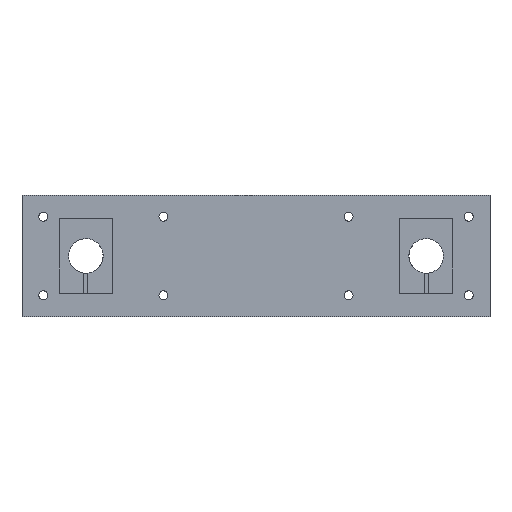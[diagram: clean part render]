
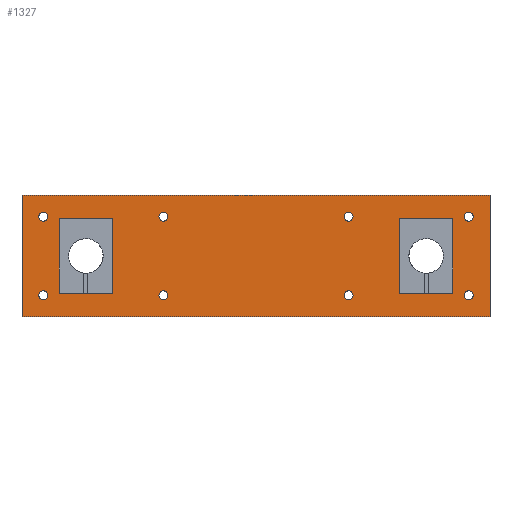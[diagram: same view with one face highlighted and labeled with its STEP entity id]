
A CAD part, top view. The second image highlights one B-rep face of the part: STEP entity #1327.
In plain terms, the highlighted planar face has unit normal (0, 0, 1).
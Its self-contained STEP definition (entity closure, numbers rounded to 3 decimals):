
#27=FACE_BOUND('',#232,.T.);
#28=FACE_BOUND('',#233,.T.);
#29=FACE_BOUND('',#234,.T.);
#30=FACE_BOUND('',#235,.T.);
#31=FACE_BOUND('',#236,.T.);
#32=FACE_BOUND('',#237,.T.);
#33=FACE_BOUND('',#238,.T.);
#34=FACE_BOUND('',#239,.T.);
#35=FACE_BOUND('',#240,.T.);
#36=FACE_BOUND('',#241,.T.);
#91=PLANE('',#1433);
#151=FACE_OUTER_BOUND('',#231,.T.);
#231=EDGE_LOOP('',(#1173,#1174,#1175,#1176));
#232=EDGE_LOOP('',(#1177));
#233=EDGE_LOOP('',(#1178));
#234=EDGE_LOOP('',(#1179,#1180,#1181,#1182));
#235=EDGE_LOOP('',(#1183));
#236=EDGE_LOOP('',(#1184));
#237=EDGE_LOOP('',(#1185));
#238=EDGE_LOOP('',(#1186,#1187,#1188,#1189));
#239=EDGE_LOOP('',(#1190));
#240=EDGE_LOOP('',(#1191));
#241=EDGE_LOOP('',(#1192));
#289=CIRCLE('',#1434,2.1);
#290=CIRCLE('',#1435,2.1);
#291=CIRCLE('',#1436,2.1);
#292=CIRCLE('',#1437,2.1);
#293=CIRCLE('',#1438,2.1);
#294=CIRCLE('',#1439,2.1);
#295=CIRCLE('',#1440,2.1);
#296=CIRCLE('',#1441,2.1);
#338=LINE('',#1914,#480);
#397=LINE('',#2060,#539);
#399=LINE('',#2064,#541);
#406=LINE('',#2080,#548);
#410=LINE('',#2088,#552);
#424=LINE('',#2115,#566);
#425=LINE('',#2117,#567);
#426=LINE('',#2119,#568);
#427=LINE('',#2123,#569);
#428=LINE('',#2125,#570);
#429=LINE('',#2127,#571);
#430=LINE('',#2128,#572);
#480=VECTOR('',#1540,10.);
#539=VECTOR('',#1679,10.);
#541=VECTOR('',#1683,10.);
#548=VECTOR('',#1698,10.);
#552=VECTOR('',#1706,10.);
#566=VECTOR('',#1736,10.);
#567=VECTOR('',#1739,10.);
#568=VECTOR('',#1742,10.);
#569=VECTOR('',#1745,10.);
#570=VECTOR('',#1746,10.);
#571=VECTOR('',#1747,10.);
#572=VECTOR('',#1748,10.);
#623=VERTEX_POINT('',#1911);
#624=VERTEX_POINT('',#1913);
#670=VERTEX_POINT('',#2057);
#671=VERTEX_POINT('',#2059);
#672=VERTEX_POINT('',#2063);
#677=VERTEX_POINT('',#2079);
#679=VERTEX_POINT('',#2087);
#684=VERTEX_POINT('',#2113);
#685=VERTEX_POINT('',#2121);
#686=VERTEX_POINT('',#2122);
#687=VERTEX_POINT('',#2124);
#688=VERTEX_POINT('',#2126);
#689=VERTEX_POINT('',#2129);
#690=VERTEX_POINT('',#2131);
#691=VERTEX_POINT('',#2133);
#692=VERTEX_POINT('',#2135);
#693=VERTEX_POINT('',#2137);
#694=VERTEX_POINT('',#2139);
#695=VERTEX_POINT('',#2141);
#696=VERTEX_POINT('',#2143);
#752=EDGE_CURVE('',#623,#624,#338,.T.);
#824=EDGE_CURVE('',#670,#671,#397,.T.);
#826=EDGE_CURVE('',#671,#672,#399,.T.);
#834=EDGE_CURVE('',#624,#677,#406,.T.);
#838=EDGE_CURVE('',#677,#679,#410,.T.);
#852=EDGE_CURVE('',#684,#670,#424,.T.);
#853=EDGE_CURVE('',#672,#684,#425,.T.);
#854=EDGE_CURVE('',#679,#623,#426,.T.);
#855=EDGE_CURVE('',#685,#686,#427,.T.);
#856=EDGE_CURVE('',#687,#685,#428,.T.);
#857=EDGE_CURVE('',#688,#687,#429,.T.);
#858=EDGE_CURVE('',#686,#688,#430,.T.);
#859=EDGE_CURVE('',#689,#689,#289,.T.);
#860=EDGE_CURVE('',#690,#690,#290,.T.);
#861=EDGE_CURVE('',#691,#691,#291,.T.);
#862=EDGE_CURVE('',#692,#692,#292,.T.);
#863=EDGE_CURVE('',#693,#693,#293,.T.);
#864=EDGE_CURVE('',#694,#694,#294,.T.);
#865=EDGE_CURVE('',#695,#695,#295,.T.);
#866=EDGE_CURVE('',#696,#696,#296,.T.);
#1173=ORIENTED_EDGE('',*,*,#855,.F.);
#1174=ORIENTED_EDGE('',*,*,#856,.F.);
#1175=ORIENTED_EDGE('',*,*,#857,.F.);
#1176=ORIENTED_EDGE('',*,*,#858,.F.);
#1177=ORIENTED_EDGE('',*,*,#859,.F.);
#1178=ORIENTED_EDGE('',*,*,#860,.F.);
#1179=ORIENTED_EDGE('',*,*,#838,.F.);
#1180=ORIENTED_EDGE('',*,*,#834,.F.);
#1181=ORIENTED_EDGE('',*,*,#752,.F.);
#1182=ORIENTED_EDGE('',*,*,#854,.F.);
#1183=ORIENTED_EDGE('',*,*,#861,.F.);
#1184=ORIENTED_EDGE('',*,*,#862,.F.);
#1185=ORIENTED_EDGE('',*,*,#863,.F.);
#1186=ORIENTED_EDGE('',*,*,#824,.F.);
#1187=ORIENTED_EDGE('',*,*,#852,.F.);
#1188=ORIENTED_EDGE('',*,*,#853,.F.);
#1189=ORIENTED_EDGE('',*,*,#826,.F.);
#1190=ORIENTED_EDGE('',*,*,#864,.F.);
#1191=ORIENTED_EDGE('',*,*,#865,.F.);
#1192=ORIENTED_EDGE('',*,*,#866,.F.);
#1327=ADVANCED_FACE('',(#151,#27,#28,#29,#30,#31,#32,#33,#34,#35,#36),#91,
 .T.);
#1433=AXIS2_PLACEMENT_3D('',#2120,#1743,#1744);
#1434=AXIS2_PLACEMENT_3D('',#2130,#1749,#1750);
#1435=AXIS2_PLACEMENT_3D('',#2132,#1751,#1752);
#1436=AXIS2_PLACEMENT_3D('',#2134,#1753,#1754);
#1437=AXIS2_PLACEMENT_3D('',#2136,#1755,#1756);
#1438=AXIS2_PLACEMENT_3D('',#2138,#1757,#1758);
#1439=AXIS2_PLACEMENT_3D('',#2140,#1759,#1760);
#1440=AXIS2_PLACEMENT_3D('',#2142,#1761,#1762);
#1441=AXIS2_PLACEMENT_3D('',#2144,#1763,#1764);
#1540=DIRECTION('',(0.,-1.,0.));
#1679=DIRECTION('',(1.,0.,0.));
#1683=DIRECTION('',(0.,1.,0.));
#1698=DIRECTION('',(1.,0.,0.));
#1706=DIRECTION('',(0.,1.,0.));
#1736=DIRECTION('',(0.,-1.,0.));
#1739=DIRECTION('',(-1.,0.,0.));
#1742=DIRECTION('',(-1.,0.,0.));
#1743=DIRECTION('center_axis',(0.,0.,1.));
#1744=DIRECTION('ref_axis',(-1.,0.,0.));
#1745=DIRECTION('',(0.,-1.,0.));
#1746=DIRECTION('',(1.,0.,0.));
#1747=DIRECTION('',(0.,1.,0.));
#1748=DIRECTION('',(-1.,0.,0.));
#1749=DIRECTION('center_axis',(0.,0.,1.));
#1750=DIRECTION('ref_axis',(-1.,0.,0.));
#1751=DIRECTION('center_axis',(0.,0.,1.));
#1752=DIRECTION('ref_axis',(-1.,0.,0.));
#1753=DIRECTION('center_axis',(0.,0.,1.));
#1754=DIRECTION('ref_axis',(-1.,0.,0.));
#1755=DIRECTION('center_axis',(0.,0.,1.));
#1756=DIRECTION('ref_axis',(-1.,0.,0.));
#1757=DIRECTION('center_axis',(0.,0.,1.));
#1758=DIRECTION('ref_axis',(-1.,0.,0.));
#1759=DIRECTION('center_axis',(0.,0.,1.));
#1760=DIRECTION('ref_axis',(-1.,0.,0.));
#1761=DIRECTION('center_axis',(0.,0.,1.));
#1762=DIRECTION('ref_axis',(-1.,0.,0.));
#1763=DIRECTION('center_axis',(0.,0.,1.));
#1764=DIRECTION('ref_axis',(-1.,0.,0.));
#1911=CARTESIAN_POINT('',(177.5,46.,5.));
#1913=CARTESIAN_POINT('',(177.5,11.,5.));
#1914=CARTESIAN_POINT('',(177.5,46.,5.));
#2057=CARTESIAN_POINT('',(17.5,11.,5.));
#2059=CARTESIAN_POINT('',(42.5,11.,5.));
#2060=CARTESIAN_POINT('',(42.5,11.,5.));
#2063=CARTESIAN_POINT('',(42.5,46.,5.));
#2064=CARTESIAN_POINT('',(42.5,46.,5.));
#2079=CARTESIAN_POINT('',(202.5,11.,5.));
#2080=CARTESIAN_POINT('',(177.5,11.,5.));
#2087=CARTESIAN_POINT('',(202.5,46.,5.));
#2088=CARTESIAN_POINT('',(202.5,11.,5.));
#2113=CARTESIAN_POINT('',(17.5,46.,5.));
#2115=CARTESIAN_POINT('',(17.5,11.,5.));
#2117=CARTESIAN_POINT('',(17.5,46.,5.));
#2119=CARTESIAN_POINT('',(202.5,46.,5.));
#2120=CARTESIAN_POINT('Origin',(110.,28.5,5.));
#2121=CARTESIAN_POINT('',(220.,57.,5.));
#2122=CARTESIAN_POINT('',(220.,0.,5.));
#2123=CARTESIAN_POINT('',(220.,28.5,5.));
#2124=CARTESIAN_POINT('',(0.,57.,5.));
#2125=CARTESIAN_POINT('',(110.,57.,5.));
#2126=CARTESIAN_POINT('',(0.,0.,5.));
#2127=CARTESIAN_POINT('',(0.,28.5,5.));
#2128=CARTESIAN_POINT('',(110.,0.,5.));
#2129=CARTESIAN_POINT('',(155.6,10.,5.));
#2130=CARTESIAN_POINT('Origin',(153.5,10.,5.));
#2131=CARTESIAN_POINT('',(68.6,47.,5.));
#2132=CARTESIAN_POINT('Origin',(66.5,47.,5.));
#2133=CARTESIAN_POINT('',(12.1,47.,5.));
#2134=CARTESIAN_POINT('Origin',(10.,47.,5.));
#2135=CARTESIAN_POINT('',(12.1,10.,5.));
#2136=CARTESIAN_POINT('Origin',(10.,10.,5.));
#2137=CARTESIAN_POINT('',(68.6,10.,5.));
#2138=CARTESIAN_POINT('Origin',(66.5,10.,5.));
#2139=CARTESIAN_POINT('',(212.1,10.,5.));
#2140=CARTESIAN_POINT('Origin',(210.,10.,5.));
#2141=CARTESIAN_POINT('',(155.6,47.,5.));
#2142=CARTESIAN_POINT('Origin',(153.5,47.,5.));
#2143=CARTESIAN_POINT('',(212.1,47.,5.));
#2144=CARTESIAN_POINT('Origin',(210.,47.,5.));
